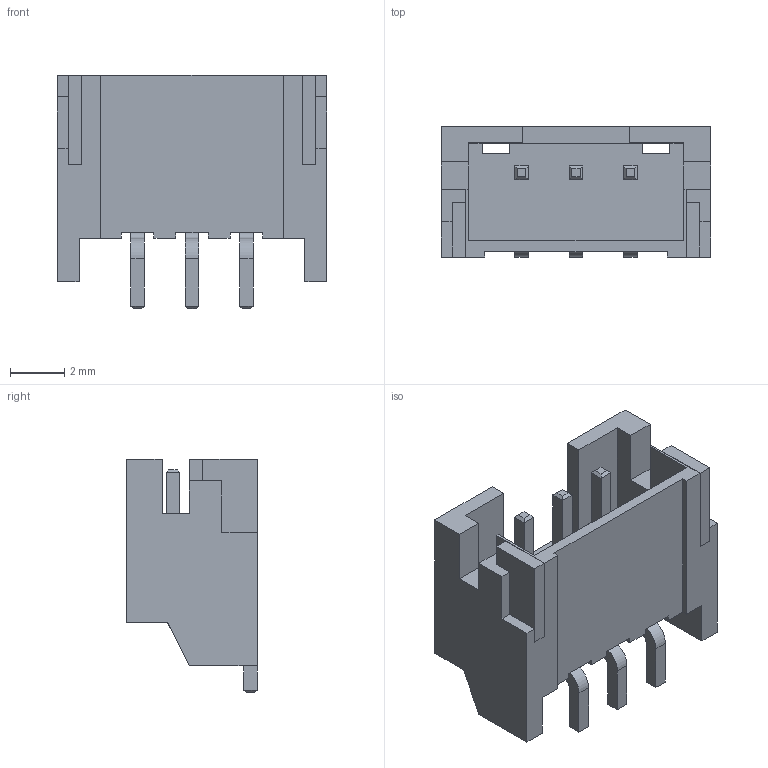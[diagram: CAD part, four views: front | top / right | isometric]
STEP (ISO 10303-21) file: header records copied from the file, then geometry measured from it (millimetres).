
FILE_DESCRIPTION(/* description */ (''),/* implementation_level */ '2;1');
FILE_NAME(/* name */ 'S3B-PH-SM4-TB.stp',/* time_stamp */ '2017-03-17T14:28:09+09:00',/* author */ (''),/* organization */ (''),/* preprocessor_version */ 'ST-DEVELOPER v16.5',/* originating_system */ 'Autodesk Translation Framework v5.2.0.2920',/* authorisation */ '');
FILE_SCHEMA (('AUTOMOTIVE_DESIGN { 1 0 10303 214 3 1 1 }'));
Length unit declared in the file: millimetre
Products named in the file (1): S3B-PH-SM4-TB v8
Bounding box: 9.9 x 4.8 x 8.6 mm (x, y, z)
Volume: 114.6 mm3; surface area: 502.4 mm2
Topology: 6 solids, 6 shells, 156 faces, 420 edges, 272 vertices
Faces by surface type: plane 144, cylinder 12
Entity records: 4827 total; most frequent: CARTESIAN_POINT 849, ORIENTED_EDGE 840, DIRECTION 758, EDGE_CURVE 420, LINE 396, VECTOR 396, VERTEX_POINT 272, AXIS2_PLACEMENT_3D 181
